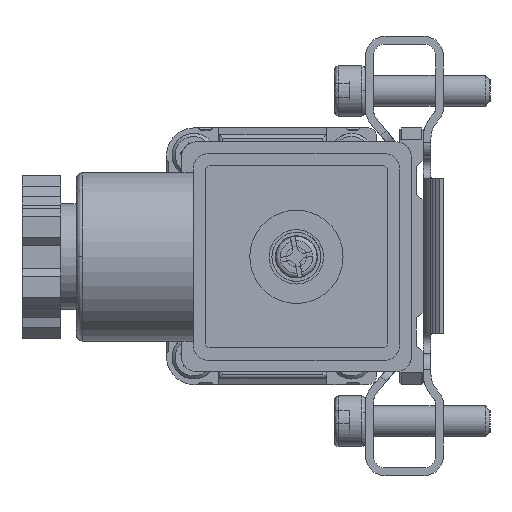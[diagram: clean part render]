
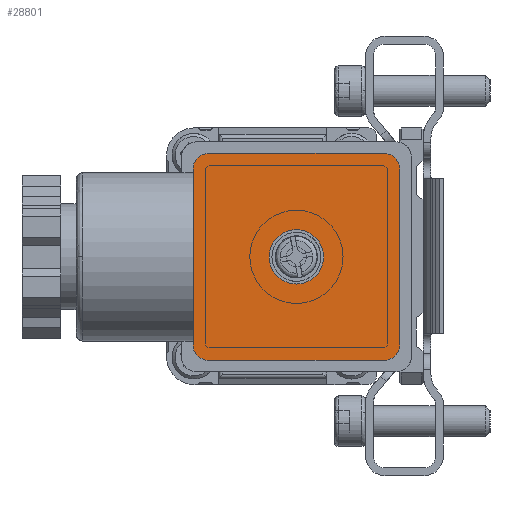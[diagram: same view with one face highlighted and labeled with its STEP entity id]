
A CAD part, left-side view. The second image highlights one B-rep face of the part: STEP entity #28801.
In plain terms, the highlighted planar face has unit normal (-1, 0, 0).
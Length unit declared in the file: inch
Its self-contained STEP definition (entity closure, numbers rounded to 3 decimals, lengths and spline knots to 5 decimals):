
#173 = CARTESIAN_POINT ( 'NONE',  ( -1.07087, 0.64173, 0.50865 ) ) ;
#489 = DIRECTION ( 'NONE',  ( 1., 0., 0. ) ) ;
#601 = DIRECTION ( 'NONE',  ( 0., 0., 1. ) ) ;
#2516 = ORIENTED_EDGE ( 'NONE', *, *, #25177, .F. ) ;
#2641 = CIRCLE ( 'NONE', #20022, 0.1378 ) ;
#2758 = ORIENTED_EDGE ( 'NONE', *, *, #8241, .F. ) ;
#3752 = AXIS2_PLACEMENT_3D ( 'NONE', #5057, #26501, #28997 ) ;
#3767 = CARTESIAN_POINT ( 'NONE',  ( -1.07087, 1.08661, 1.09133 ) ) ;
#3904 = CIRCLE ( 'NONE', #21247, 0.07874 ) ;
#3912 = DIRECTION ( 'NONE',  ( 0., -1., 0. ) ) ;
#4798 = CARTESIAN_POINT ( 'NONE',  ( -1.07087, 1.16535, 0.12282 ) ) ;
#5057 = CARTESIAN_POINT ( 'NONE',  ( -1.07087, 0.19685, 0.20156 ) ) ;
#5131 = CARTESIAN_POINT ( 'NONE',  ( -1.07087, 0.19685, 0.12282 ) ) ;
#5345 = CIRCLE ( 'NONE', #22726, 0.07874 ) ;
#6524 = DIRECTION ( 'NONE',  ( 0., 0., -1. ) ) ;
#6813 = DIRECTION ( 'NONE',  ( 0., 1., 0. ) ) ;
#7305 = LINE ( 'NONE', #4798, #9104 ) ;
#7357 = VERTEX_POINT ( 'NONE', #10370 ) ;
#7558 = EDGE_CURVE ( 'NONE', #17103, #26396, #3904, .T. ) ;
#7851 = EDGE_LOOP ( 'NONE', ( #29083 ) ) ;
#7970 = CARTESIAN_POINT ( 'NONE',  ( -1.07087, 1.16535, 1.17007 ) ) ;
#7999 = VERTEX_POINT ( 'NONE', #9835 ) ;
#8241 = EDGE_CURVE ( 'NONE', #30265, #26987, #8558, .T. ) ;
#8558 = LINE ( 'NONE', #10907, #24669 ) ;
#8577 = DIRECTION ( 'NONE',  ( 0., -1., 0. ) ) ;
#8840 = CARTESIAN_POINT ( 'NONE',  ( -1.07087, 1.16535, 0.12282 ) ) ;
#8841 = LINE ( 'NONE', #15959, #16454 ) ;
#9104 = VECTOR ( 'NONE', #601, 39.37008 ) ;
#9437 = FACE_OUTER_BOUND ( 'NONE', #23659, .T. ) ;
#9835 = CARTESIAN_POINT ( 'NONE',  ( -1.07087, 1.08661, 0.12282 ) ) ;
#10370 = CARTESIAN_POINT ( 'NONE',  ( -1.07087, 1.16535, 0.20156 ) ) ;
#10907 = CARTESIAN_POINT ( 'NONE',  ( -1.07087, 0.11811, 0.12282 ) ) ;
#10930 = CARTESIAN_POINT ( 'NONE',  ( -1.07087, 0.11811, 0.20156 ) ) ;
#11214 = CARTESIAN_POINT ( 'NONE',  ( -1.07087, 0.19685, 1.09133 ) ) ;
#11767 = CARTESIAN_POINT ( 'NONE',  ( -1.07087, 1.08661, 1.17007 ) ) ;
#12147 = AXIS2_PLACEMENT_3D ( 'NONE', #19276, #489, #23924 ) ;
#13508 = DIRECTION ( 'NONE',  ( 0., 0., -1. ) ) ;
#13510 = DIRECTION ( 'NONE',  ( 1., 0., 0. ) ) ;
#13654 = CIRCLE ( 'NONE', #3752, 0.07874 ) ;
#14092 = ORIENTED_EDGE ( 'NONE', *, *, #21230, .F. ) ;
#14251 = ORIENTED_EDGE ( 'NONE', *, *, #20172, .F. ) ;
#15322 = EDGE_CURVE ( 'NONE', #20894, #30265, #5345, .T. ) ;
#15959 = CARTESIAN_POINT ( 'NONE',  ( -1.07087, 1.16535, 0.12282 ) ) ;
#16346 = VERTEX_POINT ( 'NONE', #173 ) ;
#16454 = VECTOR ( 'NONE', #6813, 39.37008 ) ;
#17103 = VERTEX_POINT ( 'NONE', #29926 ) ;
#17902 = EDGE_CURVE ( 'NONE', #26396, #20894, #25046, .T. ) ;
#18210 = EDGE_CURVE ( 'NONE', #7999, #7357, #25550, .T. ) ;
#19276 = CARTESIAN_POINT ( 'NONE',  ( -1.07087, 1.08661, 0.20156 ) ) ;
#19436 = VERTEX_POINT ( 'NONE', #5131 ) ;
#20022 = AXIS2_PLACEMENT_3D ( 'NONE', #28262, #25632, #6524 ) ;
#20166 = ORIENTED_EDGE ( 'NONE', *, *, #7558, .F. ) ;
#20172 = EDGE_CURVE ( 'NONE', #26987, #19436, #13654, .T. ) ;
#20894 = VERTEX_POINT ( 'NONE', #25789 ) ;
#21230 = EDGE_CURVE ( 'NONE', #19436, #7999, #8841, .T. ) ;
#21247 = AXIS2_PLACEMENT_3D ( 'NONE', #3767, #25346, #24744 ) ;
#21514 = ORIENTED_EDGE ( 'NONE', *, *, #18210, .F. ) ;
#22087 = VECTOR ( 'NONE', #8577, 39.37008 ) ;
#22726 = AXIS2_PLACEMENT_3D ( 'NONE', #11214, #13510, #3912 ) ;
#23274 = FACE_BOUND ( 'NONE', #7851, .T. ) ;
#23582 = ORIENTED_EDGE ( 'NONE', *, *, #15322, .F. ) ;
#23659 = EDGE_LOOP ( 'NONE', ( #14092, #14251, #2758, #23582, #25244, #20166, #2516, #21514 ) ) ;
#23924 = DIRECTION ( 'NONE',  ( 0., -1., 0. ) ) ;
#24119 = AXIS2_PLACEMENT_3D ( 'NONE', #8840, #26051, #25754 ) ;
#24669 = VECTOR ( 'NONE', #13508, 39.37008 ) ;
#24744 = DIRECTION ( 'NONE',  ( 0., -1., 0. ) ) ;
#25046 = LINE ( 'NONE', #7970, #22087 ) ;
#25119 = EDGE_CURVE ( 'NONE', #16346, #16346, #2641, .T. ) ;
#25177 = EDGE_CURVE ( 'NONE', #7357, #17103, #7305, .T. ) ;
#25244 = ORIENTED_EDGE ( 'NONE', *, *, #17902, .F. ) ;
#25346 = DIRECTION ( 'NONE',  ( 1., 0., 0. ) ) ;
#25550 = CIRCLE ( 'NONE', #12147, 0.07874 ) ;
#25632 = DIRECTION ( 'NONE',  ( -1., 0., 0. ) ) ;
#25754 = DIRECTION ( 'NONE',  ( 0., 0., 1. ) ) ;
#25789 = CARTESIAN_POINT ( 'NONE',  ( -1.07087, 0.19685, 1.17007 ) ) ;
#26051 = DIRECTION ( 'NONE',  ( 1., 0., 0. ) ) ;
#26396 = VERTEX_POINT ( 'NONE', #11767 ) ;
#26501 = DIRECTION ( 'NONE',  ( 1., 0., 0. ) ) ;
#26987 = VERTEX_POINT ( 'NONE', #10930 ) ;
#28262 = CARTESIAN_POINT ( 'NONE',  ( -1.07087, 0.64173, 0.64645 ) ) ;
#28289 = CARTESIAN_POINT ( 'NONE',  ( -1.07087, 0.11811, 1.09133 ) ) ;
#28801 = ADVANCED_FACE ( 'NONE', ( #9437, #23274 ), #30558, .F. ) ;
#28997 = DIRECTION ( 'NONE',  ( 0., -1., 0. ) ) ;
#29083 = ORIENTED_EDGE ( 'NONE', *, *, #25119, .F. ) ;
#29926 = CARTESIAN_POINT ( 'NONE',  ( -1.07087, 1.16535, 1.09133 ) ) ;
#30265 = VERTEX_POINT ( 'NONE', #28289 ) ;
#30558 = PLANE ( 'NONE',  #24119 ) ;
